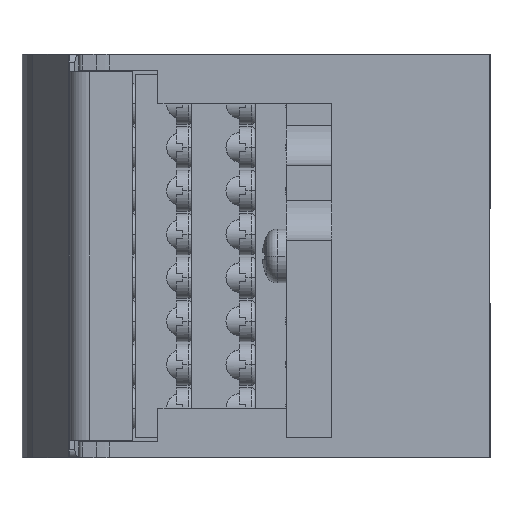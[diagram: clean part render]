
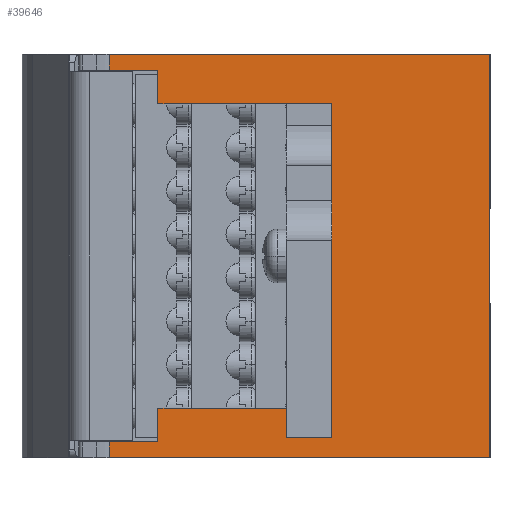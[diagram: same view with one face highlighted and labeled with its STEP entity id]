
A CAD part, left-side view. The second image highlights one B-rep face of the part: STEP entity #39646.
In plain terms, the highlighted planar face has unit normal (-1, 0, 0).
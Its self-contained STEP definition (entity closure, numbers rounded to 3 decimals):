
#1456=DIRECTION('',(0.,0.,-1.));
#1457=VECTOR('',#1456,1.75);
#1458=CARTESIAN_POINT('',(-21.,20.,-17.5));
#1459=LINE('',#1458,#1457);
#1472=DIRECTION('',(0.,0.,-1.));
#1473=VECTOR('',#1472,7.75);
#1474=CARTESIAN_POINT('',(-21.,20.,19.25));
#1475=LINE('',#1474,#1473);
#10713=DIRECTION('',(0.,0.,1.));
#10714=VECTOR('',#10713,29.);
#10715=CARTESIAN_POINT('',(-21.,20.,-17.5));
#10716=LINE('',#10715,#10714);
#10717=DIRECTION('',(0.,1.,0.));
#10718=VECTOR('',#10717,6.172);
#10719=CARTESIAN_POINT('',(-21.,42.,23.5));
#10720=LINE('',#10719,#10718);
#10721=DIRECTION('',(0.,0.,1.));
#10722=VECTOR('',#10721,2.);
#10723=CARTESIAN_POINT('',(-21.,48.172,23.5));
#10724=LINE('',#10723,#10722);
#10725=DIRECTION('',(0.,-1.,0.));
#10726=VECTOR('',#10725,48.172);
#10727=CARTESIAN_POINT('',(-21.,48.172,25.5));
#10728=LINE('',#10727,#10726);
#10729=DIRECTION('',(0.,1.,0.));
#10730=VECTOR('',#10729,48.172);
#10731=CARTESIAN_POINT('',(-21.,0.,-25.5));
#10732=LINE('',#10731,#10730);
#10733=DIRECTION('',(0.,-1.,0.));
#10734=VECTOR('',#10733,6.172);
#10735=CARTESIAN_POINT('',(-21.,48.172,-23.5));
#10736=LINE('',#10735,#10734);
#10741=DIRECTION('',(0.,-1.,0.));
#10742=VECTOR('',#10741,22.);
#10743=CARTESIAN_POINT('',(-21.,42.,19.25));
#10744=LINE('',#10743,#10742);
#10753=DIRECTION('',(0.,0.,-1.));
#10754=VECTOR('',#10753,4.25);
#10755=CARTESIAN_POINT('',(-21.,42.,23.5));
#10756=LINE('',#10755,#10754);
#12536=DIRECTION('',(0.,0.,-1.));
#12537=VECTOR('',#12536,2.);
#12538=CARTESIAN_POINT('',(-21.,48.172,-23.5));
#12539=LINE('',#12538,#12537);
#12864=DIRECTION('',(0.,0.,1.));
#12865=VECTOR('',#12864,51.);
#12866=CARTESIAN_POINT('',(-21.,0.,-25.5));
#12867=LINE('',#12866,#12865);
#13685=DIRECTION('',(0.,0.,-1.));
#13686=VECTOR('',#13685,4.25);
#13687=CARTESIAN_POINT('',(-21.,42.,-19.25));
#13688=LINE('',#13687,#13686);
#13709=DIRECTION('',(0.,1.,0.));
#13710=VECTOR('',#13709,22.);
#13711=CARTESIAN_POINT('',(-21.,20.,-19.25));
#13712=LINE('',#13711,#13710);
#18804=CARTESIAN_POINT('',(-21.,48.172,-25.5));
#18805=VERTEX_POINT('',#18804);
#18806=CARTESIAN_POINT('',(-21.,0.,-25.5));
#18807=VERTEX_POINT('',#18806);
#18872=CARTESIAN_POINT('',(-21.,48.172,23.5));
#18873=VERTEX_POINT('',#18872);
#18875=CARTESIAN_POINT('',(-21.,42.,23.5));
#18877=VERTEX_POINT('',#18875);
#18948=CARTESIAN_POINT('',(-21.,0.,25.5));
#18949=VERTEX_POINT('',#18948);
#18950=CARTESIAN_POINT('',(-21.,48.172,25.5));
#18951=VERTEX_POINT('',#18950);
#18978=CARTESIAN_POINT('',(-21.,48.172,-23.5));
#18980=VERTEX_POINT('',#18978);
#18994=CARTESIAN_POINT('',(-21.,42.,-23.5));
#18995=VERTEX_POINT('',#18994);
#18996=CARTESIAN_POINT('',(-21.,42.,-19.25));
#18997=VERTEX_POINT('',#18996);
#18998=CARTESIAN_POINT('',(-21.,20.,-19.25));
#18999=VERTEX_POINT('',#18998);
#19000=CARTESIAN_POINT('',(-21.,42.,19.25));
#19001=CARTESIAN_POINT('',(-21.,20.,19.25));
#19002=VERTEX_POINT('',#19000);
#19003=VERTEX_POINT('',#19001);
#22772=CARTESIAN_POINT('',(-21.,20.,-17.5));
#22773=CARTESIAN_POINT('',(-21.,20.,11.5));
#22774=VERTEX_POINT('',#22772);
#22775=VERTEX_POINT('',#22773);
#39614=CARTESIAN_POINT('',(-21.,24.086,0.));
#39615=DIRECTION('',(1.,0.,0.));
#39616=DIRECTION('',(0.,-1.,0.));
#39617=AXIS2_PLACEMENT_3D('',#39614,#39615,#39616);
#39618=PLANE('',#39617);
#39619=ORIENTED_EDGE('',*,*,#25149,.T.);
#39620=ORIENTED_EDGE('',*,*,#25038,.F.);
#39622=ORIENTED_EDGE('',*,*,#39621,.F.);
#39624=ORIENTED_EDGE('',*,*,#39623,.F.);
#39626=ORIENTED_EDGE('',*,*,#39625,.T.);
#39628=ORIENTED_EDGE('',*,*,#39627,.T.);
#39630=ORIENTED_EDGE('',*,*,#39629,.T.);
#39632=ORIENTED_EDGE('',*,*,#39631,.F.);
#39634=ORIENTED_EDGE('',*,*,#39633,.T.);
#39636=ORIENTED_EDGE('',*,*,#39635,.F.);
#39638=ORIENTED_EDGE('',*,*,#39637,.T.);
#39640=ORIENTED_EDGE('',*,*,#39639,.F.);
#39642=ORIENTED_EDGE('',*,*,#39641,.F.);
#39643=ORIENTED_EDGE('',*,*,#25022,.F.);
#39644=EDGE_LOOP('',(#39619,#39620,#39622,#39624,#39626,#39628,#39630,#39632,
#39634,#39636,#39638,#39640,#39642,#39643));
#39645=FACE_OUTER_BOUND('',#39644,.F.);
#25022=EDGE_CURVE('',#22774,#18999,#1459,.T.);
#25038=EDGE_CURVE('',#19003,#22775,#1475,.T.);
#25149=EDGE_CURVE('',#22774,#22775,#10716,.T.);
#39621=EDGE_CURVE('',#19002,#19003,#10744,.T.);
#39623=EDGE_CURVE('',#18877,#19002,#10756,.T.);
#39625=EDGE_CURVE('',#18877,#18873,#10720,.T.);
#39627=EDGE_CURVE('',#18873,#18951,#10724,.T.);
#39629=EDGE_CURVE('',#18951,#18949,#10728,.T.);
#39631=EDGE_CURVE('',#18807,#18949,#12867,.T.);
#39633=EDGE_CURVE('',#18807,#18805,#10732,.T.);
#39635=EDGE_CURVE('',#18980,#18805,#12539,.T.);
#39637=EDGE_CURVE('',#18980,#18995,#10736,.T.);
#39639=EDGE_CURVE('',#18997,#18995,#13688,.T.);
#39641=EDGE_CURVE('',#18999,#18997,#13712,.T.);
#39646=ADVANCED_FACE('',(#39645),#39618,.F.);
